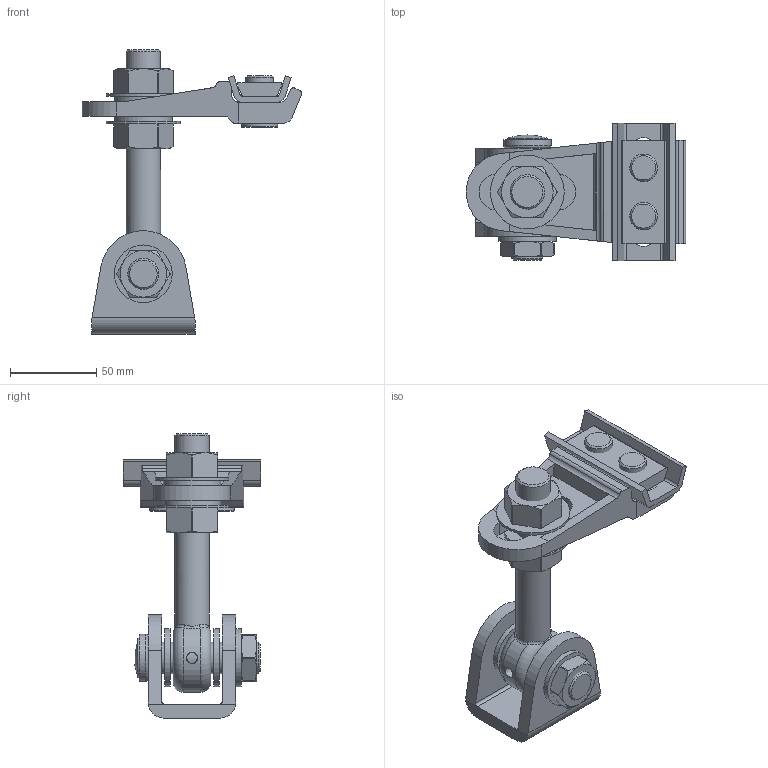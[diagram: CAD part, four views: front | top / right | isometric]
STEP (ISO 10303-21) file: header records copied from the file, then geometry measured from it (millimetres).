
FILE_DESCRIPTION (( 'STEP AP203' ), '1' );
FILE_NAME ('172-M20.STEP', '2023-02-09T10:44:19', ( '' ), ( '' ), 'SwSTEP 2.0', 'SolidWorks 2018', '' );
FILE_SCHEMA (( 'CONFIG_CONTROL_DESIGN' ));
Length unit declared in the file: millimetre
Products named in the file (12): DIN 1661 M4-M20_DIN 1661 M20; 172-Mxx Teil1_172-M20 Teil1; 172-Mxx Teil9_172-M20 Teil9; 172-M20; 172-Mxx Teil7_172-M20 Teil7; DIN 936 M8-M24_DIN 936 M18 Stahl; 172-Mxx Teil2_172-M20 Teil2; 172-Mxx Teil3_172-M20 Teil3; 172-Mxx Teil5_172-M20 Teil5; 172-Mxx Teil8_172-M20 Teil8; 172-Mxx Teil6_172-M20 Teil6; 172-Mxx Teil4_172-M20 Teil4
Assembly tree (17 placements, depth 2):
  172-M20
    172-Mxx Teil1_172-M20 Teil1
    172-Mxx Teil2_172-M20 Teil2
    172-Mxx Teil3_172-M20 Teil3
    172-Mxx Teil4_172-M20 Teil4  x5
    DIN 936 M8-M24_DIN 936 M18 Stahl
    172-Mxx Teil5_172-M20 Teil5
    172-Mxx Teil6_172-M20 Teil6
    DIN 1661 M4-M20_DIN 1661 M20  x2
    172-Mxx Teil7_172-M20 Teil7
    172-Mxx Teil8_172-M20 Teil8
    172-Mxx Teil9_172-M20 Teil9  x2
Bounding box: 127.31 x 80 x 165 mm (x, y, z)
Volume: 253888 mm3; surface area: 92118.3 mm2
Topology: 17 solids, 17 shells, 500 faces, 1253 edges, 811 vertices
Faces by surface type: plane 264, bspline 97, cylinder 85, cone 44, torus 9, sphere 1
Full cylindrical faces by diameter (mm): 6.2 x2, 14 x2, 15.5 x1, 16 x2, 17.5 x2, 18 x1, 18.2 x1, 18.5 x1, 19 x5, 19.2 x5, 20 x1, 21 x2, 22.4 x2, 23 x1, 24.5 x1, 27.5 x1, 33.5 x5, 42.8 x2
Entity records: 21878 total; most frequent: CARTESIAN_POINT 10724, ORIENTED_EDGE 2118, DIRECTION 1659, EDGE_CURVE 1059, VERTEX_POINT 718, LINE 647, VECTOR 647, EDGE_LOOP 545
